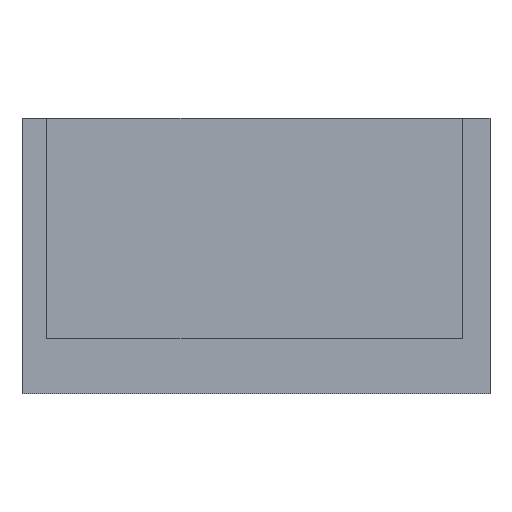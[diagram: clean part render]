
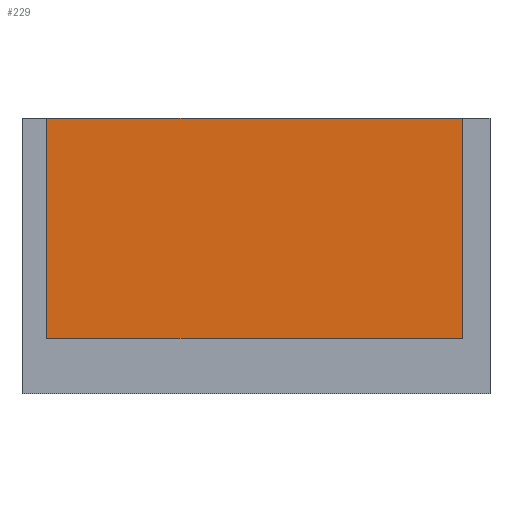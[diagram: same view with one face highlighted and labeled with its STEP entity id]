
A CAD part, front view. The second image highlights one B-rep face of the part: STEP entity #229.
In plain terms, the highlighted planar face has unit normal (0, -1, 0).
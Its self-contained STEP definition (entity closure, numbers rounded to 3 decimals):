
#29=FACE_OUTER_BOUND('',#41,.T.);
#41=EDGE_LOOP('',(#175,#176,#177,#178));
#59=LINE('',#343,#85);
#66=LINE('',#357,#92);
#69=LINE('',#363,#95);
#70=LINE('',#364,#96);
#85=VECTOR('',#277,10.);
#92=VECTOR('',#290,10.);
#95=VECTOR('',#295,10.);
#96=VECTOR('',#296,10.);
#111=VERTEX_POINT('',#340);
#112=VERTEX_POINT('',#342);
#116=VERTEX_POINT('',#356);
#118=VERTEX_POINT('',#362);
#131=EDGE_CURVE('',#112,#111,#59,.T.);
#138=EDGE_CURVE('',#116,#112,#66,.T.);
#141=EDGE_CURVE('',#118,#111,#69,.T.);
#142=EDGE_CURVE('',#116,#118,#70,.T.);
#175=ORIENTED_EDGE('',*,*,#131,.T.);
#176=ORIENTED_EDGE('',*,*,#141,.F.);
#177=ORIENTED_EDGE('',*,*,#142,.F.);
#178=ORIENTED_EDGE('',*,*,#138,.T.);
#219=PLANE('',#255);
#229=ADVANCED_FACE('',(#29),#219,.T.);
#255=AXIS2_PLACEMENT_3D('',#361,#293,#294);
#277=DIRECTION('',(-1.,0.,0.));
#290=DIRECTION('',(0.,0.,1.));
#293=DIRECTION('center_axis',(0.,-1.,0.));
#294=DIRECTION('ref_axis',(1.,0.,0.));
#295=DIRECTION('',(0.,0.,1.));
#296=DIRECTION('',(-1.,0.,0.));
#340=CARTESIAN_POINT('',(25.9,60.,10.));
#342=CARTESIAN_POINT('',(41.,60.,10.));
#343=CARTESIAN_POINT('',(29.7,60.,10.));
#356=CARTESIAN_POINT('',(41.,60.,2.));
#357=CARTESIAN_POINT('',(41.,60.,0.));
#361=CARTESIAN_POINT('Origin',(25.9,60.,0.));
#362=CARTESIAN_POINT('',(25.9,60.,2.));
#363=CARTESIAN_POINT('',(25.9,60.,0.));
#364=CARTESIAN_POINT('',(41.,60.,2.));
